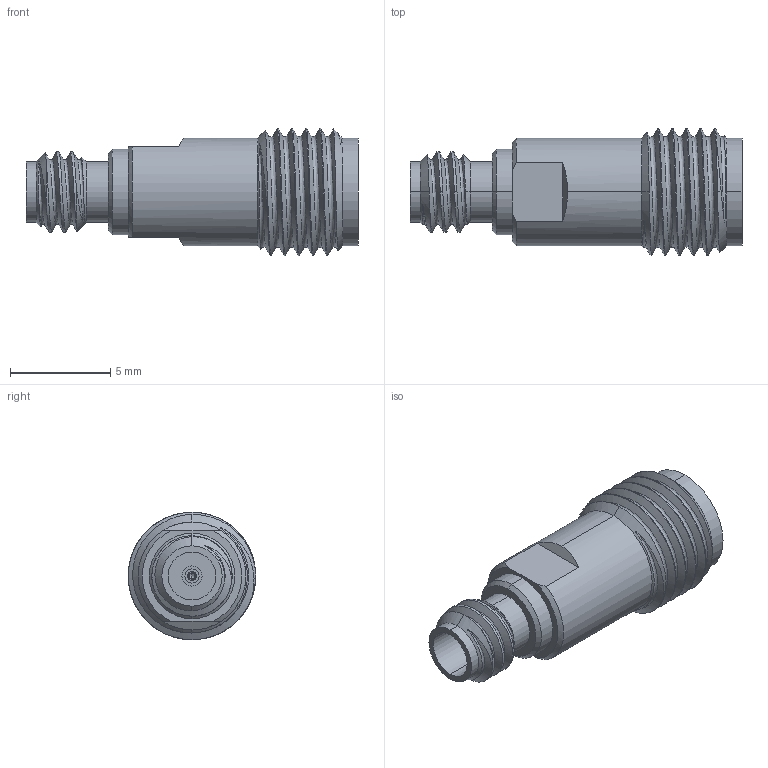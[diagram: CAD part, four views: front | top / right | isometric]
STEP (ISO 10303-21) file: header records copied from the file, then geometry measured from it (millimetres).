
FILE_DESCRIPTION (( 'STEP AP214' ), '1' );
FILE_NAME ('CT-KF1F-LN1.STEP', '2025-01-15T23:55:35', ( '' ), ( '' ), 'SwSTEP 2.0', 'SolidWorks 2021', '' );
FILE_SCHEMA (( 'AUTOMOTIVE_DESIGN' ));
Length unit declared in the file: millimetre
Products named in the file (1): CT-KF1F-LN1
Bounding box: 16.54 x 6.35 x 6.35 mm (x, y, z)
Volume: 254.5 mm3; surface area: 554.7 mm2
Topology: 1 solids, 1 shells, 122 faces, 312 edges, 200 vertices
Faces by surface type: cylinder 49, plane 40, cone 27, bspline 6
Entity records: 8062 total; most frequent: CARTESIAN_POINT 5175, ORIENTED_EDGE 616, DIRECTION 576, EDGE_CURVE 308, AXIS2_PLACEMENT_3D 227, VERTEX_POINT 200, EDGE_LOOP 134, LINE 122
